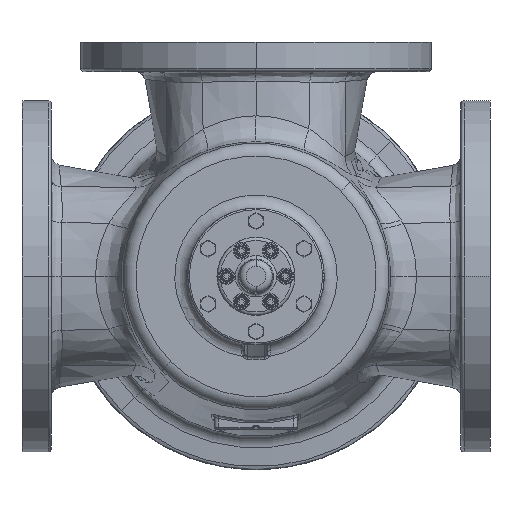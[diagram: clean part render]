
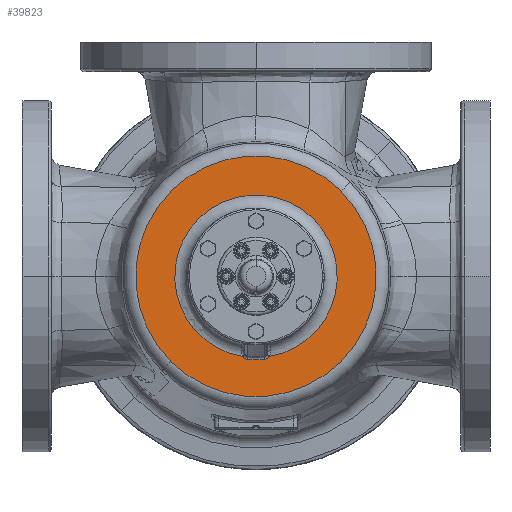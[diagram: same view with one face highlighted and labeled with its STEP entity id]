
A CAD part, front view. The second image highlights one B-rep face of the part: STEP entity #39823.
In plain terms, the highlighted planar face has unit normal (0, -1, 0).
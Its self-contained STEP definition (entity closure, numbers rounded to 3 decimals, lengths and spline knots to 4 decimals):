
#8168=CARTESIAN_POINT('',(0.,-6.4375,0.));
#8169=DIRECTION('',(0.,-1.,0.));
#8170=DIRECTION('',(-0.707,0.,-0.707));
#8171=AXIS2_PLACEMENT_3D('',#8168,#8169,#8170);
#8173=CARTESIAN_POINT('',(0.,-6.4375,0.));
#8174=DIRECTION('',(0.,-1.,0.));
#8175=DIRECTION('',(0.707,0.,0.707));
#8176=AXIS2_PLACEMENT_3D('',#8173,#8174,#8175);
#8178=CARTESIAN_POINT('',(-0.3372,-6.4375,
-3.1948));
#8179=CARTESIAN_POINT('',(-0.3402,-6.4375,
-3.1945));
#8180=CARTESIAN_POINT('',(-0.3463,-6.4375,
-3.1937));
#8181=CARTESIAN_POINT('',(-0.3555,-6.4375,
-3.1922));
#8182=CARTESIAN_POINT('',(-0.3645,-6.4375,
-3.1903));
#8183=CARTESIAN_POINT('',(-0.3735,-6.4375,
-3.1881));
#8184=CARTESIAN_POINT('',(-0.3824,-6.4375,
-3.1855));
#8185=CARTESIAN_POINT('',(-0.3912,-6.4375,
-3.1826));
#8186=CARTESIAN_POINT('',(-0.4,-6.4375,
-3.1793));
#8187=CARTESIAN_POINT('',(-0.4086,-6.4375,
-3.1757));
#8188=CARTESIAN_POINT('',(-0.4171,-6.4375,
-3.1717));
#8189=CARTESIAN_POINT('',(-0.4255,-6.4375,
-3.1674));
#8190=CARTESIAN_POINT('',(-0.4338,-6.4375,-3.1627));
#8191=CARTESIAN_POINT('',(-0.4419,-6.4375,
-3.1577));
#8192=CARTESIAN_POINT('',(-0.4498,-6.4375,
-3.1524));
#8193=CARTESIAN_POINT('',(-0.4576,-6.4375,
-3.1467));
#8194=CARTESIAN_POINT('',(-0.4652,-6.4375,
-3.1407));
#8195=CARTESIAN_POINT('',(-0.4726,-6.4375,
-3.1344));
#8196=CARTESIAN_POINT('',(-0.4798,-6.4375,
-3.1278));
#8197=CARTESIAN_POINT('',(-0.4867,-6.4375,
-3.1209));
#8198=CARTESIAN_POINT('',(-0.4935,-6.4375,
-3.1136));
#8199=CARTESIAN_POINT('',(-0.4999,-6.4375,
-3.1061));
#8200=CARTESIAN_POINT('',(-0.5062,-6.4375,
-3.0983));
#8201=CARTESIAN_POINT('',(-0.5121,-6.4375,
-3.0902));
#8202=CARTESIAN_POINT('',(-0.5159,-6.4375,
-3.0846));
#8203=CARTESIAN_POINT('',(-0.5178,-6.4375,
-3.0818));
#8205=CARTESIAN_POINT('',(0.,-6.4375,0.));
#8206=DIRECTION('',(0.,1.,0.));
#8207=DIRECTION('',(0.105,0.,-0.994));
#8208=AXIS2_PLACEMENT_3D('',#8205,#8206,#8207);
#8210=CARTESIAN_POINT('',(0.5178,-6.4375,
-3.0818));
#8211=CARTESIAN_POINT('',(0.5159,-6.4375,
-3.0846));
#8212=CARTESIAN_POINT('',(0.5121,-6.4375,
-3.0902));
#8213=CARTESIAN_POINT('',(0.5062,-6.4375,
-3.0983));
#8214=CARTESIAN_POINT('',(0.4999,-6.4375,
-3.1061));
#8215=CARTESIAN_POINT('',(0.4935,-6.4375,
-3.1136));
#8216=CARTESIAN_POINT('',(0.4867,-6.4375,
-3.1209));
#8217=CARTESIAN_POINT('',(0.4798,-6.4375,
-3.1278));
#8218=CARTESIAN_POINT('',(0.4726,-6.4375,
-3.1344));
#8219=CARTESIAN_POINT('',(0.4652,-6.4375,
-3.1407));
#8220=CARTESIAN_POINT('',(0.4576,-6.4375,
-3.1467));
#8221=CARTESIAN_POINT('',(0.4498,-6.4375,
-3.1524));
#8222=CARTESIAN_POINT('',(0.4419,-6.4375,
-3.1577));
#8223=CARTESIAN_POINT('',(0.4338,-6.4375,-3.1627));
#8224=CARTESIAN_POINT('',(0.4255,-6.4375,
-3.1674));
#8225=CARTESIAN_POINT('',(0.4171,-6.4375,
-3.1717));
#8226=CARTESIAN_POINT('',(0.4086,-6.4375,
-3.1757));
#8227=CARTESIAN_POINT('',(0.4,-6.4375,
-3.1793));
#8228=CARTESIAN_POINT('',(0.3913,-6.4375,
-3.1826));
#8229=CARTESIAN_POINT('',(0.3824,-6.4375,
-3.1855));
#8230=CARTESIAN_POINT('',(0.3735,-6.4375,
-3.1881));
#8231=CARTESIAN_POINT('',(0.3645,-6.4375,
-3.1903));
#8232=CARTESIAN_POINT('',(0.3555,-6.4375,
-3.1922));
#8233=CARTESIAN_POINT('',(0.3464,-6.4375,
-3.1937));
#8234=CARTESIAN_POINT('',(0.3402,-6.4375,
-3.1945));
#8235=CARTESIAN_POINT('',(0.3372,-6.4375,
-3.1948));
#8355=CARTESIAN_POINT('',(0.,-6.4375,0.));
#8356=DIRECTION('',(0.,1.,0.));
#8357=DIRECTION('',(-0.166,0.,-0.986));
#8358=AXIS2_PLACEMENT_3D('',#8355,#8356,#8357);
#8380=CARTESIAN_POINT('',(0.5178,-6.4375,
-3.0818));
#28173=CARTESIAN_POINT('',(-3.2728,-6.4375,-3.2728));
#28174=CARTESIAN_POINT('',(3.2728,-6.4375,3.2728));
#28175=VERTEX_POINT('',#28173);
#28176=VERTEX_POINT('',#28174);
#28454=VERTEX_POINT('',#8178);
#28455=VERTEX_POINT('',#8203);
#28479=VERTEX_POINT('',#8380);
#28481=VERTEX_POINT('',#8235);
#39804=CARTESIAN_POINT('',(0.,-6.4375,0.));
#39805=DIRECTION('',(0.,1.,0.));
#39806=DIRECTION('',(0.707,0.,0.707));
#39807=AXIS2_PLACEMENT_3D('',#39804,#39805,#39806);
#39808=PLANE('',#39807);
#39809=ORIENTED_EDGE('',*,*,#39788,.F.);
#39810=ORIENTED_EDGE('',*,*,#39771,.F.);
#39811=EDGE_LOOP('',(#39809,#39810));
#39812=FACE_OUTER_BOUND('',#39811,.F.);
#39814=ORIENTED_EDGE('',*,*,#39813,.F.);
#39816=ORIENTED_EDGE('',*,*,#39815,.F.);
#39818=ORIENTED_EDGE('',*,*,#39817,.F.);
#39820=ORIENTED_EDGE('',*,*,#39819,.F.);
#39821=EDGE_LOOP('',(#39814,#39816,#39818,#39820));
#39822=FACE_BOUND('',#39821,.F.);
#8172=CIRCLE('',#8171,4.6285);
#8177=CIRCLE('',#8176,4.6285);
#8204=B_SPLINE_CURVE_WITH_KNOTS('',3,(#8178,#8179,#8180,#8181,#8182,#8183,#8184,
#8185,#8186,#8187,#8188,#8189,#8190,#8191,#8192,#8193,#8194,#8195,#8196,#8197,
#8198,#8199,#8200,#8201,#8202,#8203),.UNSPECIFIED.,.F.,.F.,(4,1,1,1,1,1,1,1,1,1,
1,1,1,1,1,1,1,1,1,1,1,1,1,4),(0.,0.0435,0.087,
0.1304,0.1739,0.2174,0.2609,
0.3043,0.3478,0.3913,0.4348,
0.4783,0.5217,0.5652,0.6087,
0.6522,0.6957,0.7391,0.7826,
0.8261,0.8696,0.913,0.9565,1.),
.UNSPECIFIED.);
#8209=CIRCLE('',#8208,3.2125);
#8236=B_SPLINE_CURVE_WITH_KNOTS('',3,(#8210,#8211,#8212,#8213,#8214,#8215,#8216,
#8217,#8218,#8219,#8220,#8221,#8222,#8223,#8224,#8225,#8226,#8227,#8228,#8229,
#8230,#8231,#8232,#8233,#8234,#8235),.UNSPECIFIED.,.F.,.F.,(4,1,1,1,1,1,1,1,1,1,
1,1,1,1,1,1,1,1,1,1,1,1,1,4),(0.,0.0435,0.087,
0.1304,0.1739,0.2174,0.2609,
0.3043,0.3478,0.3913,0.4348,
0.4783,0.5217,0.5652,0.6087,
0.6522,0.6957,0.7391,0.7826,
0.8261,0.8696,0.913,0.9565,1.),
.UNSPECIFIED.);
#8359=CIRCLE('',#8358,3.125);
#39771=EDGE_CURVE('',#28176,#28175,#8177,.T.);
#39788=EDGE_CURVE('',#28175,#28176,#8172,.T.);
#39813=EDGE_CURVE('',#28454,#28455,#8204,.T.);
#39815=EDGE_CURVE('',#28481,#28454,#8209,.T.);
#39817=EDGE_CURVE('',#28479,#28481,#8236,.T.);
#39819=EDGE_CURVE('',#28455,#28479,#8359,.T.);
#39823=ADVANCED_FACE('',(#39812,#39822),#39808,.F.);
